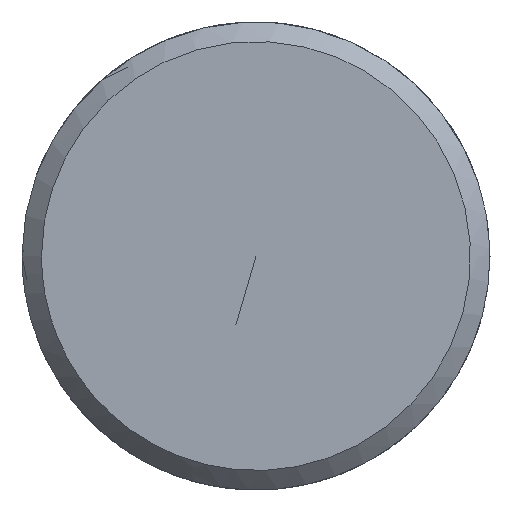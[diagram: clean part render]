
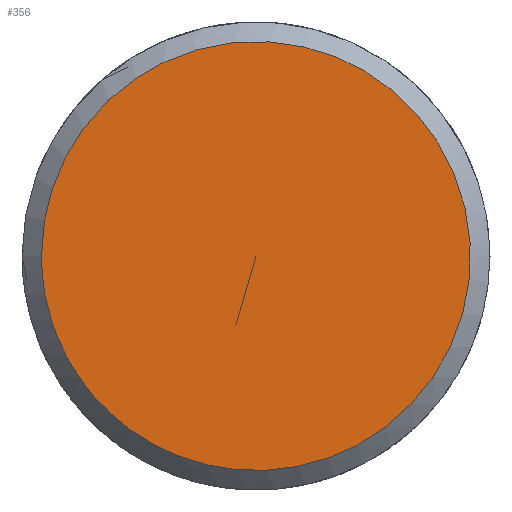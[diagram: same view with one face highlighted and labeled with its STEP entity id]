
A CAD part, left-side view. The second image highlights one B-rep face of the part: STEP entity #356.
In plain terms, the highlighted free-form (B-spline) face has degree [5, 3] with [6, 4] control points.
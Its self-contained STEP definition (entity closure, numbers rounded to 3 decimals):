
#270 = CARTESIAN_POINT ('', (-100., 2.75, 0.));
#271 = VERTEX_POINT ('', #270);
#281 = CARTESIAN_POINT ('', (-100., 2.75, 0.));
#282 = CARTESIAN_POINT ('', (-100., 2.75, 11.));
#283 = CARTESIAN_POINT ('', (-100., -8.25, 5.5));
#284 = CARTESIAN_POINT ('', (-100., -8.25, -5.5));
#285 = CARTESIAN_POINT ('', (-100., 2.75, -11.));
#286 = CARTESIAN_POINT ('', (-100., 2.75, 0.));
#287 = (
   BOUNDED_CURVE ()
   B_SPLINE_CURVE (5, (#281, #282, #283, #284, #285, #286), .UNSPECIFIED., .T., .U.)
   B_SPLINE_CURVE_WITH_KNOTS ((6, 6), (0., 1.), .UNSPECIFIED.)
   CURVE ()
   GEOMETRIC_REPRESENTATION_ITEM ()
   RATIONAL_B_SPLINE_CURVE ((5., 1., 1., 1., 1., 5.))
   REPRESENTATION_ITEM ('')
);
#288 = EDGE_CURVE ('', #271, #271, #287, .T.);
#318 = CARTESIAN_POINT ('', (-100., 0., 0.));
#319 = VERTEX_POINT ('', #318);
#320 = CARTESIAN_POINT ('', (-100., 2.75, 0.));
#321 = CARTESIAN_POINT ('', (-100., 1.833, 0.));
#322 = CARTESIAN_POINT ('', (-100., 0.917, 0.));
#323 = CARTESIAN_POINT ('', (-100., 0., 0.));
#324 = B_SPLINE_CURVE_WITH_KNOTS ('', 3, (#320, #321, #322, #323), .UNSPECIFIED., .F., .U., (4, 4), (0., 1.), .UNSPECIFIED.);
#325 = EDGE_CURVE ('', #271, #319, #324, .T.);
#326 = ORIENTED_EDGE ('', *, *, #325, .F.);
#327 = ORIENTED_EDGE ('', *, *, #288, .T.);
#328 = ORIENTED_EDGE ('', *, *, #325, .T.);
#329 = EDGE_LOOP ('', (#326, #327, #328));
#330 = FACE_OUTER_BOUND ('', #329, .F.);
#331 = CARTESIAN_POINT ('', (-100., 2.75, 0.));
#332 = CARTESIAN_POINT ('', (-100., 1.833, 0.));
#333 = CARTESIAN_POINT ('', (-100., 0.917, 0.));
#334 = CARTESIAN_POINT ('', (-100., 0., 0.));
#335 = CARTESIAN_POINT ('', (-100., 2.75, 11.));
#336 = CARTESIAN_POINT ('', (-100., 1.833, 7.333));
#337 = CARTESIAN_POINT ('', (-100., 0.917, 3.667));
#338 = CARTESIAN_POINT ('', (-100., 0., 0.));
#339 = CARTESIAN_POINT ('', (-100., -8.25, 5.5));
#340 = CARTESIAN_POINT ('', (-100., -5.5, 3.667));
#341 = CARTESIAN_POINT ('', (-100., -2.75, 1.833));
#342 = CARTESIAN_POINT ('', (-100., 0., 0.));
#343 = CARTESIAN_POINT ('', (-100., -8.25, -5.5));
#344 = CARTESIAN_POINT ('', (-100., -5.5, -3.667));
#345 = CARTESIAN_POINT ('', (-100., -2.75, -1.833));
#346 = CARTESIAN_POINT ('', (-100., 0., 0.));
#347 = CARTESIAN_POINT ('', (-100., 2.75, -11.));
#348 = CARTESIAN_POINT ('', (-100., 1.833, -7.333));
#349 = CARTESIAN_POINT ('', (-100., 0.917, -3.667));
#350 = CARTESIAN_POINT ('', (-100., 0., 0.));
#351 = CARTESIAN_POINT ('', (-100., 2.75, 0.));
#352 = CARTESIAN_POINT ('', (-100., 1.833, 0.));
#353 = CARTESIAN_POINT ('', (-100., 0.917, 0.));
#354 = CARTESIAN_POINT ('', (-100., 0., 0.));
#355 = (
   BOUNDED_SURFACE ()
   B_SPLINE_SURFACE (5, 3, ((#331, #332, #333, #334), (#335, #336, #337, #338), (#339, #340, #341, #342), (#343, #344, #345, #346), (#347, #348, #349, #350), (#351, #352, #353, #354)), .UNSPECIFIED., .T., .F., .U.)
   B_SPLINE_SURFACE_WITH_KNOTS ((6, 6), (4, 4), (0., 1.), (0., 1.), .UNSPECIFIED.)
   SURFACE ()
   GEOMETRIC_REPRESENTATION_ITEM ()
   RATIONAL_B_SPLINE_SURFACE (((5., 5., 5., 5.), (1., 1., 1., 1.), (1., 1., 1., 1.), (1., 1., 1., 1.), (1., 1., 1., 1.), (5., 5., 5., 5.)))
   REPRESENTATION_ITEM ('')
);
#356 = ADVANCED_FACE ('', (#330), #355, .F.);
